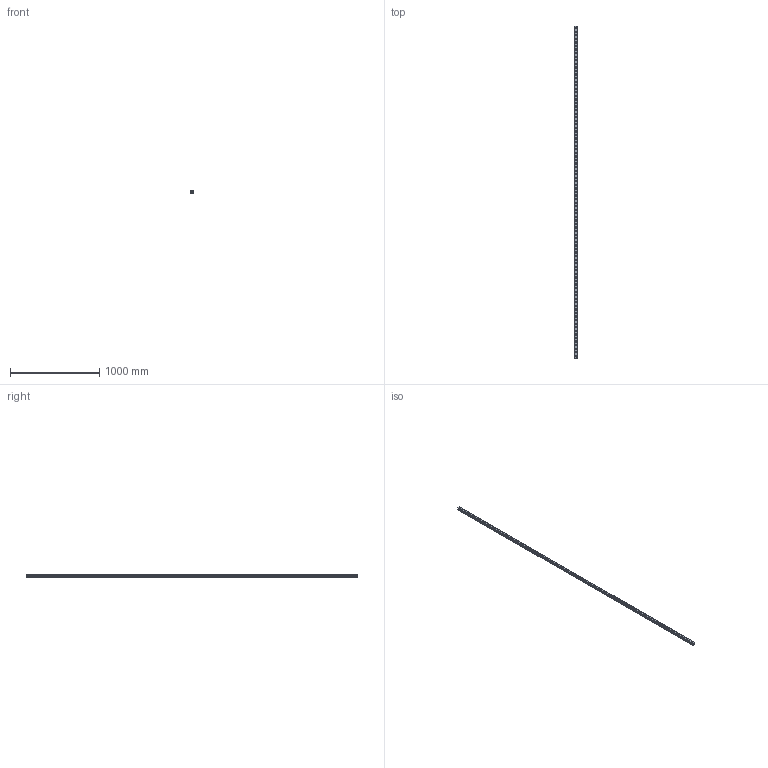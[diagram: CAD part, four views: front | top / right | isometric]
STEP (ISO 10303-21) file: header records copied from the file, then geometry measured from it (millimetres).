
FILE_DESCRIPTION(('STEP AP214'),'1');
FILE_NAME('cctmp_CCFFDBA6-022C-4F6F-8B85-3B046FA9054E_2021_03_11_16_17_15_0360..stp','2021-03-11T15:17:15',('HIWIN GmbH'),('CADClick - www.CADClick.com'),'Spatial InterOp 3D',' ','unknown authorization');
FILE_SCHEMA(('AUTOMOTIVE_DESIGN'));
Length unit declared in the file: millimetre
Products named in the file (1): RGR30R3730H_FILE
Bounding box: 28 x 3730 x 28 mm (x, y, z)
Volume: 2141182.7 mm3; surface area: 552635 mm2
Topology: 1 solids, 1 shells, 952 faces, 2001 edges, 1334 vertices
Faces by surface type: cylinder 576, plane 376
Entity records: 33657 total; most frequent: DIRECTION 5059, CARTESIAN_POINT 4288, ORIENTED_EDGE 4002, AXIS2_PLACEMENT_3D 2105, EDGE_CURVE 2001, VERTEX_POINT 1334, EDGE_LOOP 1235, CIRCLE 1152
